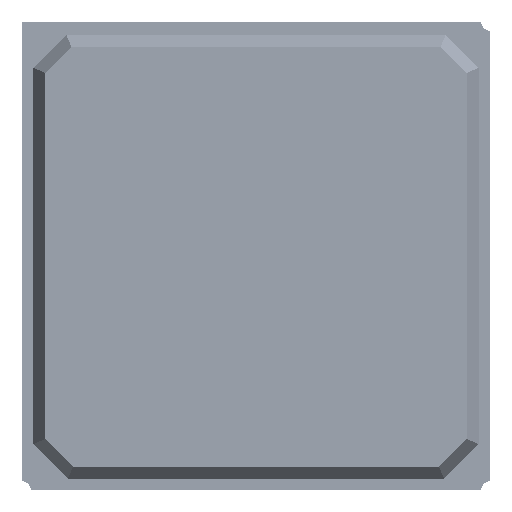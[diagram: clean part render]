
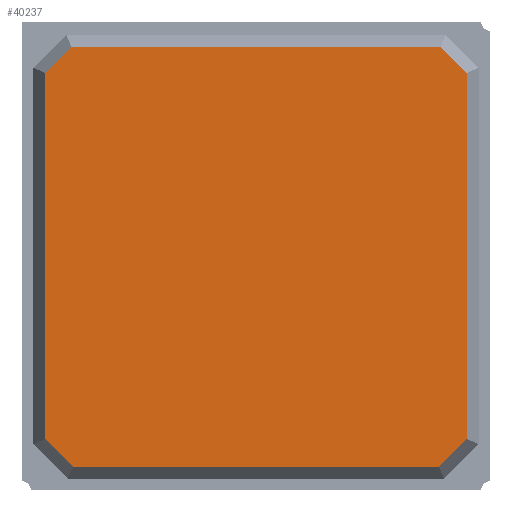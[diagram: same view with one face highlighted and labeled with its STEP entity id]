
A CAD part, top view. The second image highlights one B-rep face of the part: STEP entity #40237.
In plain terms, the highlighted planar face has unit normal (0, 0, 1).
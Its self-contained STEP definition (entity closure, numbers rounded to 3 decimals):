
#39973=CARTESIAN_POINT('',(12.163,-10.565,2.44));
#39974=VERTEX_POINT('',#39973);
#39981=CARTESIAN_POINT('',(10.565,-12.163,2.44));
#39982=VERTEX_POINT('',#39981);
#39983=CARTESIAN_POINT('',(12.163,-10.565,2.44));
#39984=DIRECTION('',(-0.707,-0.707,0.));
#39985=VECTOR('',#39984,2.259);
#39986=LINE('',#39983,#39985);
#39987=EDGE_CURVE('',#39982,#39974,#39986,.F.);
#40012=CARTESIAN_POINT('',(-10.565,-12.163,2.44));
#40013=VERTEX_POINT('',#40012);
#40014=CARTESIAN_POINT('',(10.565,-12.163,2.44));
#40015=DIRECTION('',(-1.0,0.0,0.0));
#40016=VECTOR('',#40015,21.131);
#40017=LINE('',#40014,#40016);
#40018=EDGE_CURVE('',#40013,#39982,#40017,.F.);
#40043=CARTESIAN_POINT('',(-12.163,-10.565,2.44));
#40044=VERTEX_POINT('',#40043);
#40045=CARTESIAN_POINT('',(-10.565,-12.163,2.44));
#40046=DIRECTION('',(-0.707,0.707,0.));
#40047=VECTOR('',#40046,2.259);
#40048=LINE('',#40045,#40047);
#40049=EDGE_CURVE('',#40044,#40013,#40048,.F.);
#40074=CARTESIAN_POINT('',(-12.163,10.565,2.44));
#40075=VERTEX_POINT('',#40074);
#40076=CARTESIAN_POINT('',(-12.163,-10.565,2.44));
#40077=DIRECTION('',(0.0,1.0,0.0));
#40078=VECTOR('',#40077,21.131);
#40079=LINE('',#40076,#40078);
#40080=EDGE_CURVE('',#40075,#40044,#40079,.F.);
#40105=CARTESIAN_POINT('',(-10.658,12.071,2.44));
#40106=VERTEX_POINT('',#40105);
#40107=CARTESIAN_POINT('',(-12.163,10.565,2.44));
#40108=DIRECTION('',(0.707,0.707,0.));
#40109=VECTOR('',#40108,2.129);
#40110=LINE('',#40107,#40109);
#40111=EDGE_CURVE('',#40106,#40075,#40110,.F.);
#40136=CARTESIAN_POINT('',(10.658,12.071,2.44));
#40137=VERTEX_POINT('',#40136);
#40138=CARTESIAN_POINT('',(-10.658,12.071,2.44));
#40139=DIRECTION('',(1.0,0.0,0.0));
#40140=VECTOR('',#40139,21.316);
#40141=LINE('',#40138,#40140);
#40142=EDGE_CURVE('',#40137,#40106,#40141,.F.);
#40167=CARTESIAN_POINT('',(12.163,10.565,2.44));
#40168=VERTEX_POINT('',#40167);
#40169=CARTESIAN_POINT('',(10.658,12.071,2.44));
#40170=DIRECTION('',(0.707,-0.707,0.));
#40171=VECTOR('',#40170,2.129);
#40172=LINE('',#40169,#40171);
#40173=EDGE_CURVE('',#40168,#40137,#40172,.F.);
#40196=CARTESIAN_POINT('',(12.163,10.565,2.44));
#40197=DIRECTION('',(0.0,-1.0,0.0));
#40198=VECTOR('',#40197,21.131);
#40199=LINE('',#40196,#40198);
#40200=EDGE_CURVE('',#39974,#40168,#40199,.F.);
#40222=CARTESIAN_POINT('',(13.5,13.5,2.44));
#40223=DIRECTION('',(0.0,0.0,-1.0));
#40224=DIRECTION('',(0.0,-1.0,0.0));
#40225=AXIS2_PLACEMENT_3D('',#40222,#40223,#40224);
#40226=PLANE('',#40225);
#40227=ORIENTED_EDGE('',*,*,#40200,.T.);
#40228=ORIENTED_EDGE('',*,*,#40173,.T.);
#40229=ORIENTED_EDGE('',*,*,#40142,.T.);
#40230=ORIENTED_EDGE('',*,*,#40111,.T.);
#40231=ORIENTED_EDGE('',*,*,#40080,.T.);
#40232=ORIENTED_EDGE('',*,*,#40049,.T.);
#40233=ORIENTED_EDGE('',*,*,#40018,.T.);
#40234=ORIENTED_EDGE('',*,*,#39987,.T.);
#40235=EDGE_LOOP('',(#40227,#40228,#40229,#40230,#40231,#40232,#40233,#40234));
#40236=FACE_OUTER_BOUND('',#40235,.T.);
#40237=ADVANCED_FACE('',(#40236),#40226,.F.);
